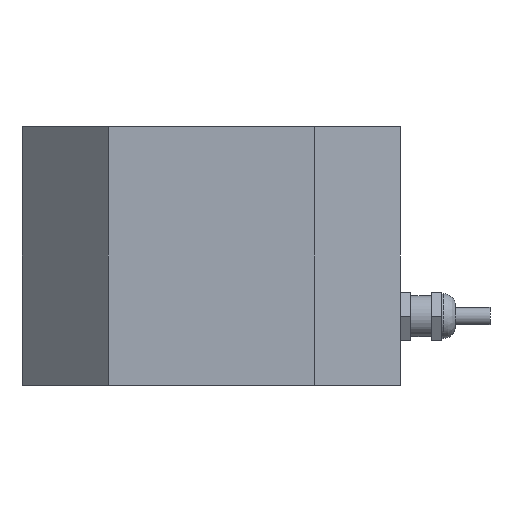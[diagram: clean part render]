
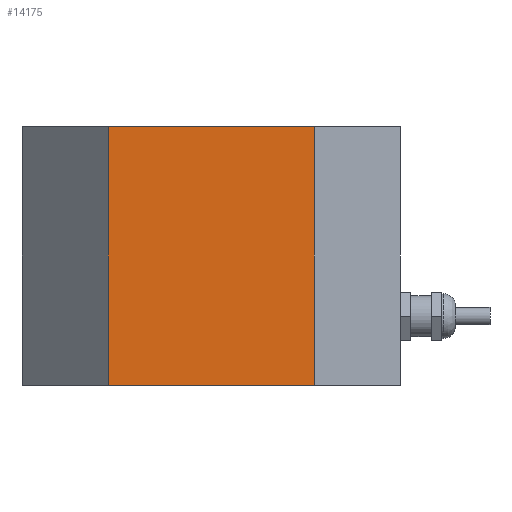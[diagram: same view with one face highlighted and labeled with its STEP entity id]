
A CAD part, front view. The second image highlights one B-rep face of the part: STEP entity #14175.
In plain terms, the highlighted planar face has unit normal (0, -1, 0).
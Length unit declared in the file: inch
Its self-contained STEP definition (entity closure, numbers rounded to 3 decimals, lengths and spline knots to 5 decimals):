
#806 = VECTOR ( 'NONE', #22575, 39.37008 ) ;
#1215 = EDGE_CURVE ( 'NONE', #14580, #21489, #9045, .T. ) ;
#1344 = EDGE_CURVE ( 'NONE', #4701, #12306, #14429, .T. ) ;
#1441 = CARTESIAN_POINT ( 'NONE',  ( -2.16535, -7.67717, 0. ) ) ;
#1554 = ORIENTED_EDGE ( 'NONE', *, *, #1951, .F. ) ;
#1581 = FACE_OUTER_BOUND ( 'NONE', #11017, .T. ) ;
#1951 = EDGE_CURVE ( 'NONE', #21489, #4701, #3094, .T. ) ;
#2555 = CARTESIAN_POINT ( 'NONE',  ( -1.1811, -7.67717, -1.47638 ) ) ;
#2930 = CARTESIAN_POINT ( 'NONE',  ( 1.1811, -7.67717, 1.47638 ) ) ;
#2975 = ORIENTED_EDGE ( 'NONE', *, *, #1215, .F. ) ;
#3094 = LINE ( 'NONE', #16508, #10020 ) ;
#4701 = VERTEX_POINT ( 'NONE', #11015 ) ;
#4917 = ORIENTED_EDGE ( 'NONE', *, *, #10952, .F. ) ;
#5422 = DIRECTION ( 'NONE',  ( 0., 0., 1. ) ) ;
#6237 = PLANE ( 'NONE',  #7388 ) ;
#6994 = CARTESIAN_POINT ( 'NONE',  ( 2.16535, -7.67717, -1.47638 ) ) ;
#7388 = AXIS2_PLACEMENT_3D ( 'NONE', #1441, #16885, #25783 ) ;
#8139 = VECTOR ( 'NONE', #17937, 39.37008 ) ;
#9045 = LINE ( 'NONE', #6994, #8139 ) ;
#9296 = CARTESIAN_POINT ( 'NONE',  ( 1.1811, -7.67717, 0. ) ) ;
#10020 = VECTOR ( 'NONE', #5422, 39.37008 ) ;
#10952 = EDGE_CURVE ( 'NONE', #12306, #14580, #22855, .T. ) ;
#11015 = CARTESIAN_POINT ( 'NONE',  ( -1.1811, -7.67717, 1.47638 ) ) ;
#11017 = EDGE_LOOP ( 'NONE', ( #1554, #2975, #4917, #15963 ) ) ;
#12306 = VERTEX_POINT ( 'NONE', #2930 ) ;
#14175 = ADVANCED_FACE ( 'NONE', ( #1581 ), #6237, .T. ) ;
#14429 = LINE ( 'NONE', #27122, #15613 ) ;
#14580 = VERTEX_POINT ( 'NONE', #25746 ) ;
#15613 = VECTOR ( 'NONE', #21127, 39.37008 ) ;
#15963 = ORIENTED_EDGE ( 'NONE', *, *, #1344, .F. ) ;
#16508 = CARTESIAN_POINT ( 'NONE',  ( -1.1811, -7.67717, 0. ) ) ;
#16885 = DIRECTION ( 'NONE',  ( 0., -1., 0. ) ) ;
#17937 = DIRECTION ( 'NONE',  ( -1., 0., 0. ) ) ;
#21127 = DIRECTION ( 'NONE',  ( 1., 0., 0. ) ) ;
#21489 = VERTEX_POINT ( 'NONE', #2555 ) ;
#22575 = DIRECTION ( 'NONE',  ( 0., 0., -1. ) ) ;
#22855 = LINE ( 'NONE', #9296, #806 ) ;
#25746 = CARTESIAN_POINT ( 'NONE',  ( 1.1811, -7.67717, -1.47638 ) ) ;
#25783 = DIRECTION ( 'NONE',  ( 0., 0., -1. ) ) ;
#27122 = CARTESIAN_POINT ( 'NONE',  ( 2.16535, -7.67717, 1.47638 ) ) ;
